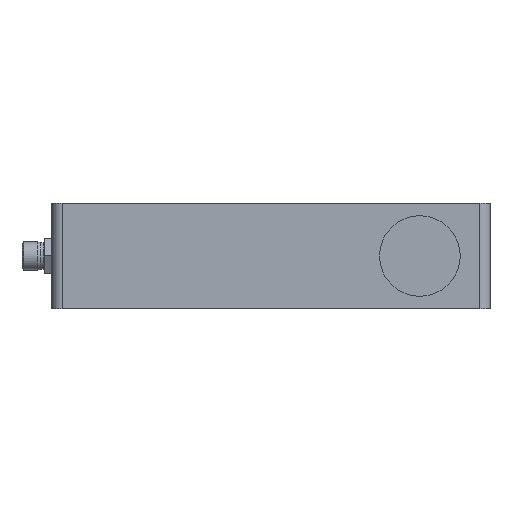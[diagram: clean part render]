
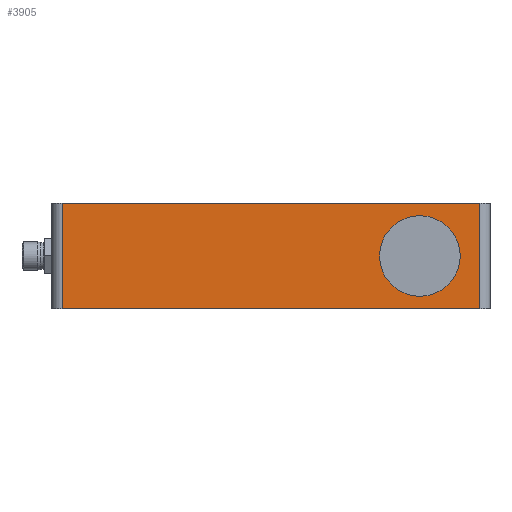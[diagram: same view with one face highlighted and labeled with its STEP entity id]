
A CAD part, front view. The second image highlights one B-rep face of the part: STEP entity #3905.
In plain terms, the highlighted planar face has unit normal (0, -1, 0).
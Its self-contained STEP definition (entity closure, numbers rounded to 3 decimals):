
#1071=CARTESIAN_POINT('',(77.5,-50.0,1.0));
#1072=VERTEX_POINT('',#1071);
#1081=CARTESIAN_POINT('',(77.5,-50.0,24.0));
#1082=VERTEX_POINT('',#1081);
#1083=CARTESIAN_POINT('',(77.5,-50.0,12.5));
#1084=DIRECTION('',(0.0,1.0,0.0));
#1085=DIRECTION('',(0.0,0.0,-1.0));
#1086=AXIS2_PLACEMENT_3D('',#1083,#1084,#1085);
#1087=CIRCLE('',#1086,11.5);
#1088=EDGE_CURVE('',#1082,#1072,#1087,.T.);
#1198=CARTESIAN_POINT('',(77.5,-50.0,12.5));
#1199=DIRECTION('',(0.0,1.0,0.0));
#1200=DIRECTION('',(0.0,0.0,-1.0));
#1201=AXIS2_PLACEMENT_3D('',#1198,#1199,#1200);
#1202=CIRCLE('',#1201,11.5);
#1203=EDGE_CURVE('',#1072,#1082,#1202,.T.);
#3673=CARTESIAN_POINT('',(94.5,-50.0,-2.5));
#3674=VERTEX_POINT('',#3673);
#3682=CARTESIAN_POINT('',(-24.5,-50.0,-2.5));
#3683=VERTEX_POINT('',#3682);
#3684=CARTESIAN_POINT('',(-24.5,-50.0,-2.5));
#3685=DIRECTION('',(1.0,0.0,0.0));
#3686=VECTOR('',#3685,119.);
#3687=LINE('',#3684,#3686);
#3688=EDGE_CURVE('',#3683,#3674,#3687,.T.);
#3853=CARTESIAN_POINT('',(94.5,-50.0,27.5));
#3854=VERTEX_POINT('',#3853);
#3862=CARTESIAN_POINT('',(94.5,-50.0,27.5));
#3863=DIRECTION('',(0.0,0.0,-1.0));
#3864=VECTOR('',#3863,30.0);
#3865=LINE('',#3862,#3864);
#3866=EDGE_CURVE('',#3854,#3674,#3865,.T.);
#3878=CARTESIAN_POINT('',(97.5,-50.0,-2.5));
#3879=DIRECTION('',(0.0,-1.0,0.0));
#3880=DIRECTION('',(0.0,0.0,-1.0));
#3881=AXIS2_PLACEMENT_3D('',#3878,#3879,#3880);
#3882=PLANE('',#3881);
#3883=ORIENTED_EDGE('',*,*,#3866,.F.);
#3884=CARTESIAN_POINT('',(-24.5,-50.0,27.5));
#3885=VERTEX_POINT('',#3884);
#3886=CARTESIAN_POINT('',(94.5,-50.0,27.5));
#3887=DIRECTION('',(-1.0,0.0,0.0));
#3888=VECTOR('',#3887,119.);
#3889=LINE('',#3886,#3888);
#3890=EDGE_CURVE('',#3854,#3885,#3889,.T.);
#3891=ORIENTED_EDGE('',*,*,#3890,.T.);
#3892=CARTESIAN_POINT('',(-24.5,-50.0,-2.5));
#3893=DIRECTION('',(0.0,0.0,1.0));
#3894=VECTOR('',#3893,30.0);
#3895=LINE('',#3892,#3894);
#3896=EDGE_CURVE('',#3683,#3885,#3895,.T.);
#3897=ORIENTED_EDGE('',*,*,#3896,.F.);
#3898=ORIENTED_EDGE('',*,*,#3688,.T.);
#3899=EDGE_LOOP('',(#3883,#3891,#3897,#3898));
#3900=FACE_OUTER_BOUND('',#3899,.T.);
#3901=ORIENTED_EDGE('',*,*,#1203,.T.);
#3902=ORIENTED_EDGE('',*,*,#1088,.T.);
#3903=EDGE_LOOP('',(#3901,#3902));
#3904=FACE_BOUND('',#3903,.T.);
#3905=ADVANCED_FACE('',(#3900,#3904),#3882,.T.);
